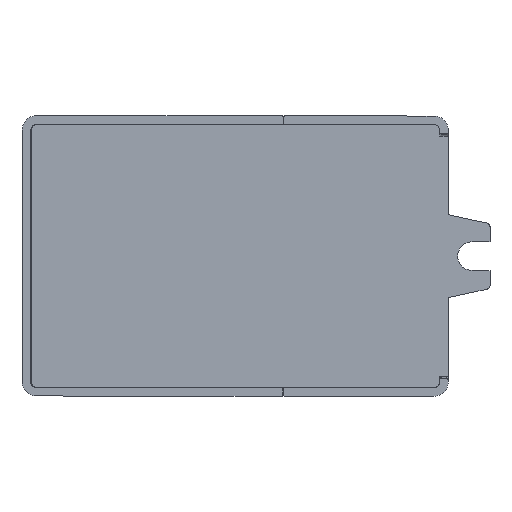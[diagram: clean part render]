
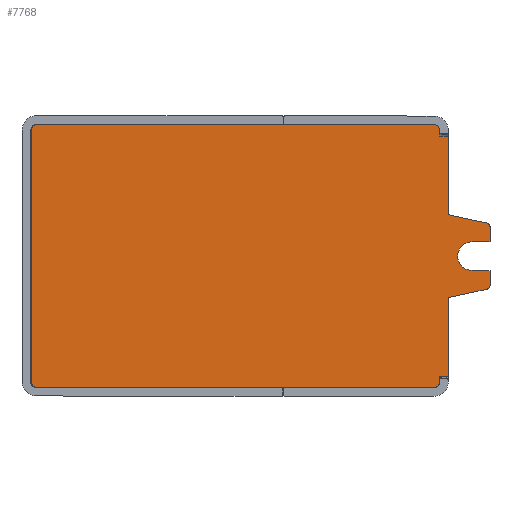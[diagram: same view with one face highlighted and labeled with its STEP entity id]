
A CAD part, front view. The second image highlights one B-rep face of the part: STEP entity #7768.
In plain terms, the highlighted planar face has unit normal (0, -1, 0).
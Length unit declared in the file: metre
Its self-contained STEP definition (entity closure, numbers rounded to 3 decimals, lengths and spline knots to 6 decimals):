
#14=CARTESIAN_POINT('',(0.0243,0.,0.015386));
#15=DIRECTION('',(0.,1.,0.));
#16=DIRECTION('',(1.,0.,0.));
#17=AXIS2_PLACEMENT_3D('',#14,#15,#16);
#23=DIRECTION('',(-0.977,0.,-0.214));
#24=VECTOR('',#23,0.005534);
#25=CARTESIAN_POINT('',(0.024407,0.,0.014898));
#26=LINE('',#25,#24);
#30=CARTESIAN_POINT('',(0.017,0.,
0.002));
#31=DIRECTION('',(0.,1.,0.));
#32=DIRECTION('',(1.,0.,0.001));
#33=AXIS2_PLACEMENT_3D('',#30,#31,#32);
#38=CARTESIAN_POINT('',(-0.0382,0.,
0.002));
#39=DIRECTION('',(0.,1.,0.));
#40=DIRECTION('',(0.,0.,-1.));
#41=AXIS2_PLACEMENT_3D('',#38,#39,#40);
#46=CARTESIAN_POINT('',(-0.0382,0.,
0.037));
#47=DIRECTION('',(0.,1.,0.));
#48=DIRECTION('',(-1.,0.,0.));
#49=AXIS2_PLACEMENT_3D('',#46,#47,#48);
#54=CARTESIAN_POINT('',(0.017,0.,
0.037));
#55=DIRECTION('',(0.,1.,0.));
#56=DIRECTION('',(0.,0.,1.));
#57=AXIS2_PLACEMENT_3D('',#54,#55,#56);
#62=DIRECTION('',(0.977,0.,-0.214));
#63=VECTOR('',#62,0.005534);
#64=CARTESIAN_POINT('',(0.019,0.,0.025252));
#65=LINE('',#64,#63);
#69=CARTESIAN_POINT('',(0.0243,0.,0.023581));
#70=DIRECTION('',(0.,1.,0.));
#71=DIRECTION('',(0.213,0.,0.977));
#72=AXIS2_PLACEMENT_3D('',#69,#70,#71);
#77=CARTESIAN_POINT('',(0.0223,0.,0.019484));
#78=DIRECTION('',(0.,-1.,0.));
#79=DIRECTION('',(0.,0.,1.));
#80=AXIS2_PLACEMENT_3D('',#77,#78,#79);
#85=CARTESIAN_POINT('',(0.0223,0.,0.019484));
#86=DIRECTION('',(0.,-1.,0.));
#87=DIRECTION('',(-1.,0.,0.));
#88=AXIS2_PLACEMENT_3D('',#85,#86,#87);
#179=DIRECTION('',(0.,0.,1.));
#180=VECTOR('',#179,0.010932);
#181=CARTESIAN_POINT('',(0.019,0.,0.025252));
#182=LINE('',#181,#180);
#186=DIRECTION('',(0.,0.,1.));
#187=VECTOR('',#186,0.010932);
#188=CARTESIAN_POINT('',(0.019,0.,0.002784));
#189=LINE('',#188,#187);
#193=DIRECTION('',(-1.,0.,0.));
#194=VECTOR('',#193,0.0012);
#195=CARTESIAN_POINT('',(0.019,0.,0.036184));
#196=LINE('',#195,#194);
#214=DIRECTION('',(0.,0.,1.));
#215=VECTOR('',#214,0.000816);
#216=CARTESIAN_POINT('',(0.0178,0.,
0.036184));
#217=LINE('',#216,#215);
#837=DIRECTION('',(0.,0.,1.));
#838=VECTOR('',#837,0.000783);
#839=CARTESIAN_POINT('',(0.0178,0.,
0.002));
#840=LINE('',#839,#838);
#858=DIRECTION('',(1.,0.,0.));
#859=VECTOR('',#858,0.0012);
#860=CARTESIAN_POINT('',(0.0178,0.,
0.002784));
#861=LINE('',#860,#859);
#907=DIRECTION('',(-1.,0.,0.));
#908=VECTOR('',#907,0.0552);
#909=CARTESIAN_POINT('',(0.017,0.,
0.0378));
#910=LINE('',#909,#908);
#2060=DIRECTION('',(1.,0.,0.));
#2061=VECTOR('',#2060,0.0552);
#2062=CARTESIAN_POINT('',(-0.0382,0.,
0.0012));
#2063=LINE('',#2062,#2061);
#2353=DIRECTION('',(0.,0.,-1.));
#2354=VECTOR('',#2353,0.035001);
#2355=CARTESIAN_POINT('',(-0.039,0.,
0.037));
#2356=LINE('',#2355,#2354);
#6355=DIRECTION('',(0.,0.,1.));
#6356=VECTOR('',#6355,0.002097);
#6357=CARTESIAN_POINT('',(0.0248,0.,0.021484));
#6358=LINE('',#6357,#6356);
#6419=DIRECTION('',(1.,0.,0.));
#6420=VECTOR('',#6419,0.0025);
#6421=CARTESIAN_POINT('',(0.0223,0.,0.021484));
#6422=LINE('',#6421,#6420);
#6447=DIRECTION('',(-1.,0.,0.));
#6448=VECTOR('',#6447,0.0025);
#6449=CARTESIAN_POINT('',(0.0248,0.,0.017484));
#6450=LINE('',#6449,#6448);
#6461=DIRECTION('',(0.,0.,1.));
#6462=VECTOR('',#6461,0.002097);
#6463=CARTESIAN_POINT('',(0.0248,0.,0.015386));
#6464=LINE('',#6463,#6462);
#6511=CARTESIAN_POINT('',(0.0248,0.,0.015386));
#6512=CARTESIAN_POINT('',(0.024407,0.,0.014898));
#6513=VERTEX_POINT('',#6511);
#6514=VERTEX_POINT('',#6512);
#6515=CARTESIAN_POINT('',(0.019,0.,0.013716));
#6516=VERTEX_POINT('',#6515);
#6517=CARTESIAN_POINT('',(0.019,0.,0.002784));
#6518=VERTEX_POINT('',#6517);
#6519=CARTESIAN_POINT('',(0.0178,0.,
0.002784));
#6520=VERTEX_POINT('',#6519);
#6521=CARTESIAN_POINT('',(0.0178,0.,
0.002));
#6522=VERTEX_POINT('',#6521);
#6523=CARTESIAN_POINT('',(0.017,0.,
0.0012));
#6524=VERTEX_POINT('',#6523);
#6525=CARTESIAN_POINT('',(-0.0382,0.,
0.0012));
#6526=VERTEX_POINT('',#6525);
#6527=CARTESIAN_POINT('',(-0.039,0.,
0.002));
#6528=VERTEX_POINT('',#6527);
#6529=CARTESIAN_POINT('',(-0.039,0.,
0.037));
#6530=VERTEX_POINT('',#6529);
#6531=CARTESIAN_POINT('',(-0.0382,0.,
0.0378));
#6532=VERTEX_POINT('',#6531);
#6533=CARTESIAN_POINT('',(0.017,0.,
0.0378));
#6534=VERTEX_POINT('',#6533);
#6535=CARTESIAN_POINT('',(0.0178,0.,
0.036999));
#6536=VERTEX_POINT('',#6535);
#6537=CARTESIAN_POINT('',(0.0178,0.,
0.036184));
#6538=VERTEX_POINT('',#6537);
#6539=CARTESIAN_POINT('',(0.019,0.,0.036184));
#6540=VERTEX_POINT('',#6539);
#6541=CARTESIAN_POINT('',(0.019,0.,0.025252));
#6542=VERTEX_POINT('',#6541);
#6543=CARTESIAN_POINT('',(0.024407,0.,0.02407));
#6544=VERTEX_POINT('',#6543);
#6545=CARTESIAN_POINT('',(0.0248,0.,0.023581));
#6546=VERTEX_POINT('',#6545);
#6547=CARTESIAN_POINT('',(0.0248,0.,0.021484));
#6548=VERTEX_POINT('',#6547);
#6549=CARTESIAN_POINT('',(0.0223,0.,0.021484));
#6550=VERTEX_POINT('',#6549);
#6551=CARTESIAN_POINT('',(0.0203,0.,0.019484));
#6552=VERTEX_POINT('',#6551);
#6553=CARTESIAN_POINT('',(0.0223,0.,0.017484));
#6554=VERTEX_POINT('',#6553);
#6555=CARTESIAN_POINT('',(0.0248,0.,0.017484));
#6556=VERTEX_POINT('',#6555);
#7715=CARTESIAN_POINT('',(-0.0402,0.,0.));
#7716=DIRECTION('',(0.,-1.,0.));
#7717=DIRECTION('',(1.,0.,0.));
#7718=AXIS2_PLACEMENT_3D('',#7715,#7716,#7717);
#7719=PLANE('',#7718);
#7721=ORIENTED_EDGE('',*,*,#7720,.T.);
#7723=ORIENTED_EDGE('',*,*,#7722,.T.);
#7725=ORIENTED_EDGE('',*,*,#7724,.F.);
#7727=ORIENTED_EDGE('',*,*,#7726,.F.);
#7729=ORIENTED_EDGE('',*,*,#7728,.F.);
#7731=ORIENTED_EDGE('',*,*,#7730,.T.);
#7733=ORIENTED_EDGE('',*,*,#7732,.F.);
#7735=ORIENTED_EDGE('',*,*,#7734,.T.);
#7737=ORIENTED_EDGE('',*,*,#7736,.F.);
#7739=ORIENTED_EDGE('',*,*,#7738,.T.);
#7741=ORIENTED_EDGE('',*,*,#7740,.F.);
#7743=ORIENTED_EDGE('',*,*,#7742,.T.);
#7745=ORIENTED_EDGE('',*,*,#7744,.F.);
#7747=ORIENTED_EDGE('',*,*,#7746,.F.);
#7749=ORIENTED_EDGE('',*,*,#7748,.F.);
#7751=ORIENTED_EDGE('',*,*,#7750,.T.);
#7753=ORIENTED_EDGE('',*,*,#7752,.T.);
#7755=ORIENTED_EDGE('',*,*,#7754,.F.);
#7757=ORIENTED_EDGE('',*,*,#7756,.F.);
#7759=ORIENTED_EDGE('',*,*,#7758,.T.);
#7761=ORIENTED_EDGE('',*,*,#7760,.T.);
#7763=ORIENTED_EDGE('',*,*,#7762,.F.);
#7765=ORIENTED_EDGE('',*,*,#7764,.F.);
#7766=EDGE_LOOP('',(#7721,#7723,#7725,#7727,#7729,#7731,#7733,#7735,#7737,#7739,
#7741,#7743,#7745,#7747,#7749,#7751,#7753,#7755,#7757,#7759,#7761,#7763,#7765));
#7767=FACE_OUTER_BOUND('',#7766,.F.);
#7768=ADVANCED_FACE('',(#7767),#7719,.T.);
#18=CIRCLE('',#17,0.0005);
#34=CIRCLE('',#33,0.0008);
#42=CIRCLE('',#41,0.0008);
#50=CIRCLE('',#49,0.0008);
#58=CIRCLE('',#57,0.0008);
#73=CIRCLE('',#72,0.0005);
#81=CIRCLE('',#80,0.002);
#89=CIRCLE('',#88,0.002);
#7720=EDGE_CURVE('',#6513,#6514,#18,.T.);
#7722=EDGE_CURVE('',#6514,#6516,#26,.T.);
#7724=EDGE_CURVE('',#6518,#6516,#189,.T.);
#7726=EDGE_CURVE('',#6520,#6518,#861,.T.);
#7728=EDGE_CURVE('',#6522,#6520,#840,.T.);
#7730=EDGE_CURVE('',#6522,#6524,#34,.T.);
#7732=EDGE_CURVE('',#6526,#6524,#2063,.T.);
#7734=EDGE_CURVE('',#6526,#6528,#42,.T.);
#7736=EDGE_CURVE('',#6530,#6528,#2356,.T.);
#7738=EDGE_CURVE('',#6530,#6532,#50,.T.);
#7740=EDGE_CURVE('',#6534,#6532,#910,.T.);
#7742=EDGE_CURVE('',#6534,#6536,#58,.T.);
#7744=EDGE_CURVE('',#6538,#6536,#217,.T.);
#7746=EDGE_CURVE('',#6540,#6538,#196,.T.);
#7748=EDGE_CURVE('',#6542,#6540,#182,.T.);
#7750=EDGE_CURVE('',#6542,#6544,#65,.T.);
#7752=EDGE_CURVE('',#6544,#6546,#73,.T.);
#7754=EDGE_CURVE('',#6548,#6546,#6358,.T.);
#7756=EDGE_CURVE('',#6550,#6548,#6422,.T.);
#7758=EDGE_CURVE('',#6550,#6552,#81,.T.);
#7760=EDGE_CURVE('',#6552,#6554,#89,.T.);
#7762=EDGE_CURVE('',#6556,#6554,#6450,.T.);
#7764=EDGE_CURVE('',#6513,#6556,#6464,.T.);
